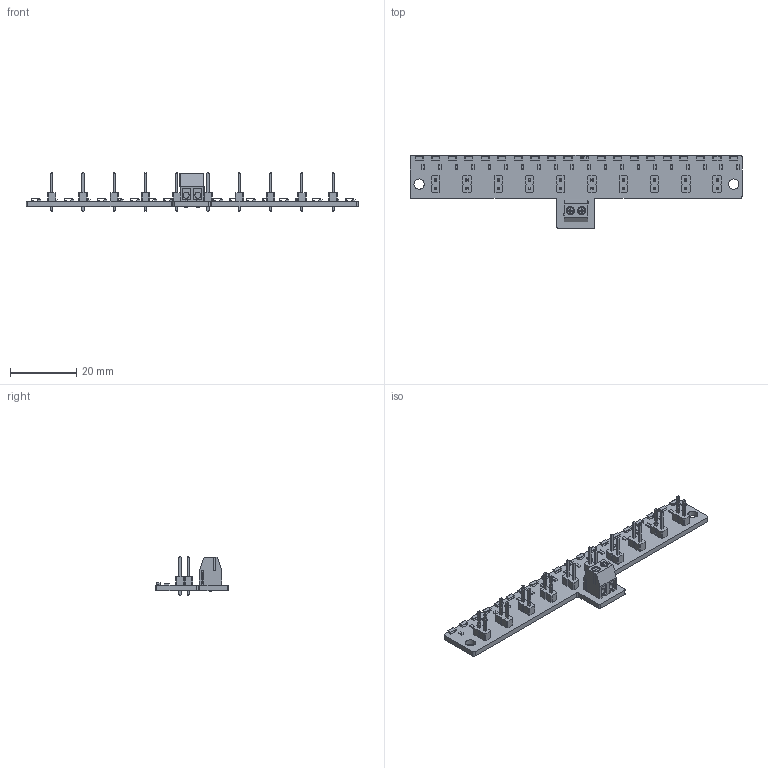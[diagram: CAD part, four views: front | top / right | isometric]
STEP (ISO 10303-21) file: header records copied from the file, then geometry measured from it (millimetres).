
FILE_DESCRIPTION(('KiCad electronic assembly'),'2;1');
FILE_NAME('IRPanel.step','2020-01-13T13:07:04',('An Author'),( 'A Company'),'Open CASCADE STEP processor 6.9', 'KiCad to STEP converter','Unknown');
FILE_SCHEMA(('AUTOMOTIVE_DESIGN { 1 0 10303 214 1 1 1 1 }'));
Length unit declared in the file: millimetre
Products named in the file (10): Open CASCADE STEP translator 6.9 1; R_0603_1608Metric; SOLID; PinHeader_1x02_P2.54mm_Vertical; IRLED; Screw_Terminal_Block_3.5mm_2-way; COMPOUND
Assembly tree (56 placements, depth 3):
  Open CASCADE STEP translator 6.9 1
    R_0603_1608Metric  x20
      SOLID
    PinHeader_1x02_P2.54mm_Vertical  x10
      SOLID
    IRLED  x20
      SOLID
    Screw_Terminal_Block_3.5mm_2-way
      COMPOUND
    COMPOUND
Bounding box: 100 x 22.25 x 11.54 mm (x, y, z)
Volume: 2910 mm3; surface area: 5546.4 mm2
Topology: 58 solids, 58 shells, 1564 faces, 3970 edges, 2562 vertices
Faces by surface type: plane 1340, cylinder 220, torus 2, cone 2
Full cylindrical faces by diameter (mm): 0.75 x2, 1 x20, 1.2 x2, 1.8 x2, 2.3 x2, 2.5 x2, 3.1 x2
Entity records: 19246 total; most frequent: CARTESIAN_POINT 4411, DIRECTION 2688, LINE 1678, VECTOR 1678, ORIENTED_EDGE 1336, PCURVE 1336, DEFINITIONAL_REPRESENTATION 1336, EDGE_CURVE 668
